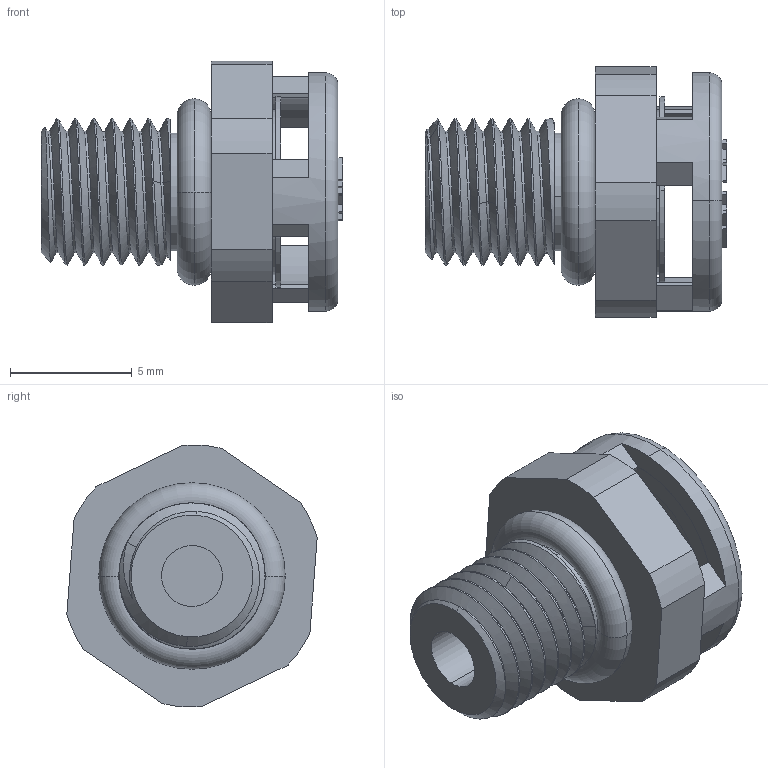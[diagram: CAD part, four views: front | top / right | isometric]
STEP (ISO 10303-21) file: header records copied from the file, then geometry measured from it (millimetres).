
FILE_DESCRIPTION((''),'2;1');
FILE_NAME('VENT-PS2XXX-XXXXX_ASM','2018-12-07T',('K180137'),(''),'PRO/ENGINEER BY PARAMETRIC TECHNOLOGY CORPORATION, 2013050','PRO/ENGINEER BY PARAMETRIC TECHNOLOGY CORPORATION, 2013050','');
FILE_SCHEMA(('CONFIG_CONTROL_DESIGN'));
Length unit declared in the file: millimetre
Products named in the file (7): PRT0002; M6X0_75-F_4; PRT0003; M6_ASM; PRT0004; ASM0002_ASM; VENT-PS2XXX-XXXXX_ASM
Assembly tree (6 placements, depth 4):
  VENT-PS2XXX-XXXXX_ASM
    ASM0002_ASM
      M6_ASM
        PRT0002
        M6X0_75-F_4
        PRT0003
      PRT0004
Bounding box: 12.37 x 10.27 x 10.75 mm (x, y, z)
Volume: 441.1 mm3; surface area: 986.3 mm2
Topology: 4 solids, 4 shells, 143 faces, 364 edges, 234 vertices
Faces by surface type: plane 78, cylinder 37, bspline 12, extrusion 8, torus 6, cone 2
Entity records: 7439 total; most frequent: CARTESIAN_POINT 3786, ORIENTED_EDGE 728, DIRECTION 672, EDGE_CURVE 364, VECTOR 234, VERTEX_POINT 234, LINE 226, AXIS2_PLACEMENT_3D 219
